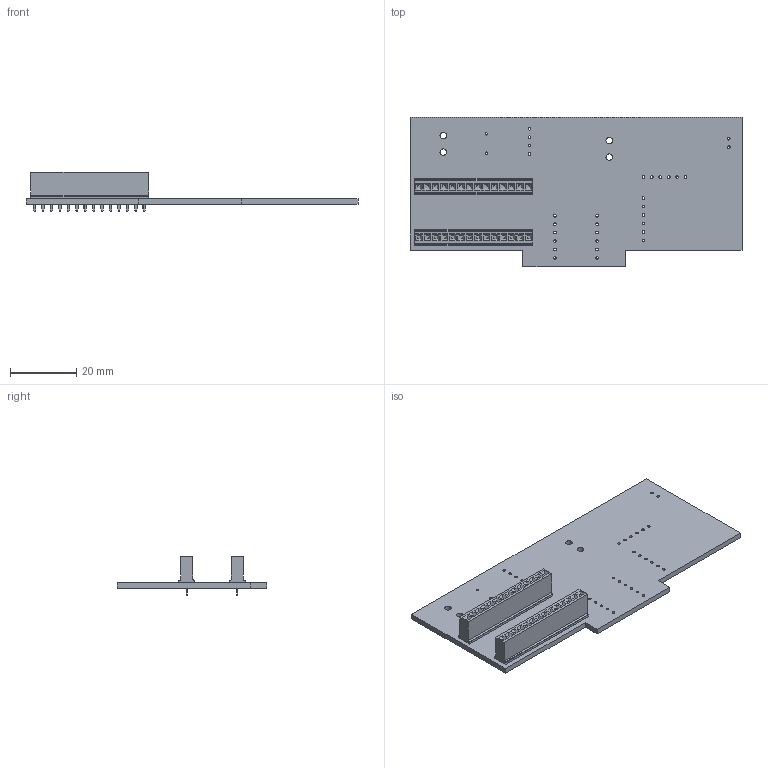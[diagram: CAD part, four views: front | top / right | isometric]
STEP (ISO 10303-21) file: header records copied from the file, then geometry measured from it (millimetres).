
FILE_DESCRIPTION(('Open CASCADE Model'),'2;1');
FILE_NAME('Open CASCADE Shape Model','2021-03-05T16:48:43',('Author'),( 'Open CASCADE'),'Open CASCADE STEP processor 6.8','Open CASCADE 6.8' ,'Unknown');
FILE_SCHEMA(('AUTOMOTIVE_DESIGN { 1 0 10303 214 1 1 1 1 }'));
Length unit declared in the file: millimetre
Products named in the file (8): PCB; Board; Open CASCADE STEP translator 6.8 4.1.1; connector_for_teensy; 66951-014LF; _66951-014LF_dummy; _66951-014_body; _66951-014_pins
Assembly tree (8 placements, depth 4):
  PCB
    Board
      Open CASCADE STEP translator 6.8 4.1.1
    connector_for_teensy
      66951-014LF  x2
        _66951-014LF_dummy
        _66951-014_body
        _66951-014_pins
Bounding box: 100 x 45 x 11.85 mm (x, y, z)
Volume: 9002.7 mm3; surface area: 11267.8 mm2
Topology: 5 solids, 5 shells, 522 faces, 1284 edges, 858 vertices
Faces by surface type: plane 370, cylinder 152
Full cylindrical faces by diameter (mm): 0.7 x2, 0.711 x56, 0.8 x58, 1.95 x4
Entity records: 9331 total; most frequent: CARTESIAN_POINT 1586, DIRECTION 1552, ORIENTED_EDGE 1500, EDGE_CURVE 750, AXIS2_PLACEMENT_3D 523, LINE 506, VECTOR 506, VERTEX_POINT 500
